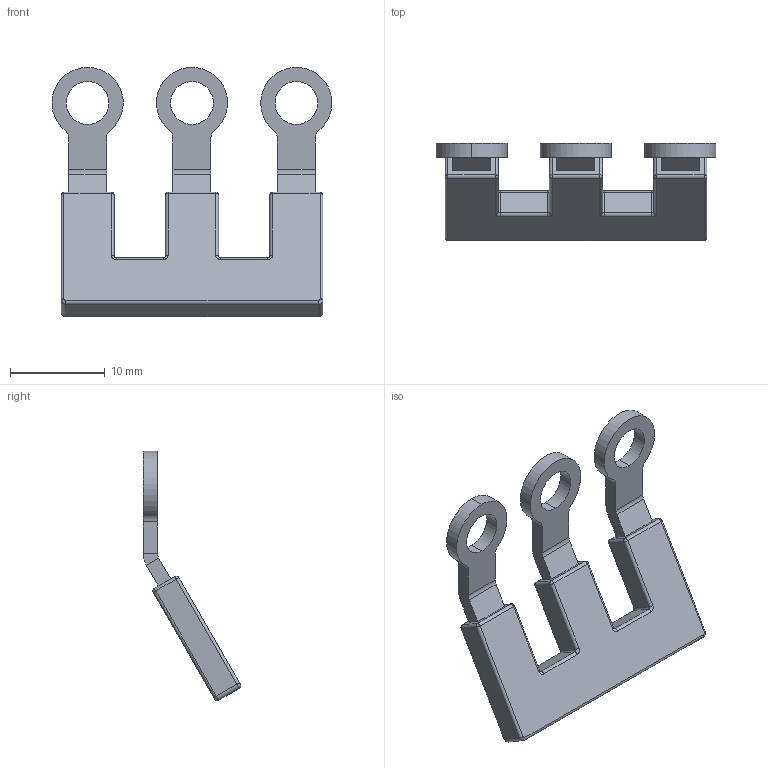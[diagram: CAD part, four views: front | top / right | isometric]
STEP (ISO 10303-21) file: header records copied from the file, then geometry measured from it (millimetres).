
FILE_DESCRIPTION (( 'STEP AP214' ), '1' );
FILE_NAME ('TKO_PB 6_3.STP', '2013-06-19T08:03:01', ( 'gurcan' ), ( '' ), 'SwSTEP 2.0', 'SolidWorks 2013', '' );
FILE_SCHEMA (( 'AUTOMOTIVE_DESIGN' ));
Length unit declared in the file: millimetre
Products named in the file (1): TKO_PB 6_3
Bounding box: 29.49 x 10.28 x 26.26 mm (x, y, z)
Volume: 1142.3 mm3; surface area: 1455.4 mm2
Topology: 1 solids, 2 shells, 134 faces, 309 edges, 170 vertices
Faces by surface type: cylinder 62, plane 48, torus 12, sphere 12
Entity records: 5163 total; most frequent: DIRECTION 703, CARTESIAN_POINT 602, ORIENTED_EDGE 594, EDGE_CURVE 297, AXIS2_PLACEMENT_3D 271, VERTEX_POINT 170, VECTOR 161, LINE 161
